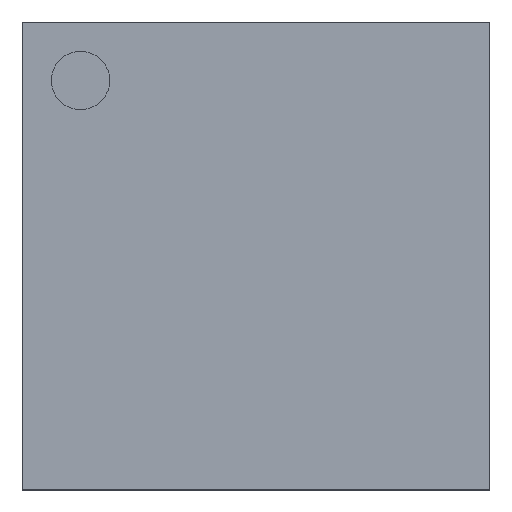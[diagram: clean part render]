
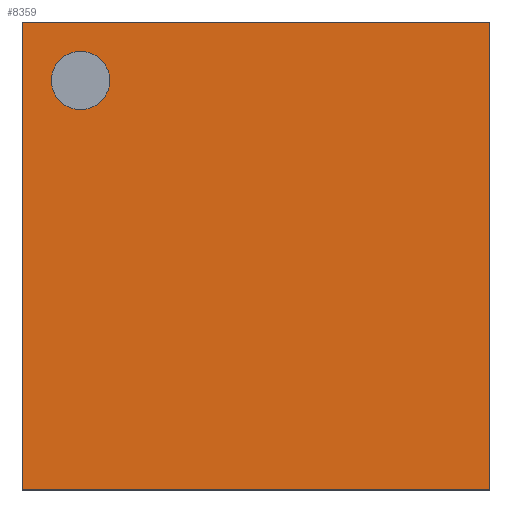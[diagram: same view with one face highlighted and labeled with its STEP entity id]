
A CAD part, top view. The second image highlights one B-rep face of the part: STEP entity #8359.
In plain terms, the highlighted planar face has unit normal (0, 0, 1).
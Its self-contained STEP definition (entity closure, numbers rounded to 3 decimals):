
#8170 = VERTEX_POINT('',#8171);
#8171 = CARTESIAN_POINT('',(-13.5,-13.5,3.37));
#8178 = PLANE('',#8179);
#8179 = AXIS2_PLACEMENT_3D('',#8180,#8181,#8182);
#8180 = CARTESIAN_POINT('',(-13.5,-13.5,0.6));
#8181 = DIRECTION('',(1.,0.,0.));
#8182 = DIRECTION('',(0.,0.,1.));
#8190 = PLANE('',#8191);
#8191 = AXIS2_PLACEMENT_3D('',#8192,#8193,#8194);
#8192 = CARTESIAN_POINT('',(-13.5,-13.5,0.6));
#8193 = DIRECTION('',(0.,1.,0.));
#8194 = DIRECTION('',(0.,0.,1.));
#8231 = VERTEX_POINT('',#8232);
#8232 = CARTESIAN_POINT('',(-13.5,13.5,3.37));
#8246 = PLANE('',#8247);
#8247 = AXIS2_PLACEMENT_3D('',#8248,#8249,#8250);
#8248 = CARTESIAN_POINT('',(-13.5,13.5,0.6));
#8249 = DIRECTION('',(0.,1.,0.));
#8250 = DIRECTION('',(0.,0.,1.));
#8258 = EDGE_CURVE('',#8170,#8231,#8259,.T.);
#8259 = SURFACE_CURVE('',#8260,(#8264,#8271),.PCURVE_S1.);
#8260 = LINE('',#8261,#8262);
#8261 = CARTESIAN_POINT('',(-13.5,-13.5,3.37));
#8262 = VECTOR('',#8263,1.);
#8263 = DIRECTION('',(0.,1.,0.));
#8264 = PCURVE('',#8178,#8265);
#8265 = DEFINITIONAL_REPRESENTATION('',(#8266),#8270);
#8266 = LINE('',#8267,#8268);
#8267 = CARTESIAN_POINT('',(2.77,0.));
#8268 = VECTOR('',#8269,1.);
#8269 = DIRECTION('',(0.,-1.));
#8270 = ( GEOMETRIC_REPRESENTATION_CONTEXT(2) 
PARAMETRIC_REPRESENTATION_CONTEXT() REPRESENTATION_CONTEXT('2D SPACE',''
  ) );
#8271 = PCURVE('',#8272,#8277);
#8272 = PLANE('',#8273);
#8273 = AXIS2_PLACEMENT_3D('',#8274,#8275,#8276);
#8274 = CARTESIAN_POINT('',(-13.5,-13.5,3.37));
#8275 = DIRECTION('',(0.,0.,1.));
#8276 = DIRECTION('',(1.,0.,0.));
#8277 = DEFINITIONAL_REPRESENTATION('',(#8278),#8282);
#8278 = LINE('',#8279,#8280);
#8279 = CARTESIAN_POINT('',(0.,0.));
#8280 = VECTOR('',#8281,1.);
#8281 = DIRECTION('',(0.,1.));
#8282 = ( GEOMETRIC_REPRESENTATION_CONTEXT(2) 
PARAMETRIC_REPRESENTATION_CONTEXT() REPRESENTATION_CONTEXT('2D SPACE',''
  ) );
#8311 = EDGE_CURVE('',#8170,#8312,#8314,.T.);
#8312 = VERTEX_POINT('',#8313);
#8313 = CARTESIAN_POINT('',(13.5,-13.5,3.37));
#8314 = SURFACE_CURVE('',#8315,(#8319,#8326),.PCURVE_S1.);
#8315 = LINE('',#8316,#8317);
#8316 = CARTESIAN_POINT('',(-13.5,-13.5,3.37));
#8317 = VECTOR('',#8318,1.);
#8318 = DIRECTION('',(1.,0.,0.));
#8319 = PCURVE('',#8190,#8320);
#8320 = DEFINITIONAL_REPRESENTATION('',(#8321),#8325);
#8321 = LINE('',#8322,#8323);
#8322 = CARTESIAN_POINT('',(2.77,0.));
#8323 = VECTOR('',#8324,1.);
#8324 = DIRECTION('',(0.,1.));
#8325 = ( GEOMETRIC_REPRESENTATION_CONTEXT(2) 
PARAMETRIC_REPRESENTATION_CONTEXT() REPRESENTATION_CONTEXT('2D SPACE',''
  ) );
#8326 = PCURVE('',#8272,#8327);
#8327 = DEFINITIONAL_REPRESENTATION('',(#8328),#8332);
#8328 = LINE('',#8329,#8330);
#8329 = CARTESIAN_POINT('',(0.,0.));
#8330 = VECTOR('',#8331,1.);
#8331 = DIRECTION('',(1.,0.));
#8332 = ( GEOMETRIC_REPRESENTATION_CONTEXT(2) 
PARAMETRIC_REPRESENTATION_CONTEXT() REPRESENTATION_CONTEXT('2D SPACE',''
  ) );
#8348 = PLANE('',#8349);
#8349 = AXIS2_PLACEMENT_3D('',#8350,#8351,#8352);
#8350 = CARTESIAN_POINT('',(13.5,-13.5,0.6));
#8351 = DIRECTION('',(1.,0.,0.));
#8352 = DIRECTION('',(0.,0.,1.));
#8359 = ADVANCED_FACE('',(#8360,#8408),#8272,.T.);
#8360 = FACE_BOUND('',#8361,.T.);
#8361 = EDGE_LOOP('',(#8362,#8363,#8364,#8387));
#8362 = ORIENTED_EDGE('',*,*,#8258,.F.);
#8363 = ORIENTED_EDGE('',*,*,#8311,.T.);
#8364 = ORIENTED_EDGE('',*,*,#8365,.T.);
#8365 = EDGE_CURVE('',#8312,#8366,#8368,.T.);
#8366 = VERTEX_POINT('',#8367);
#8367 = CARTESIAN_POINT('',(13.5,13.5,3.37));
#8368 = SURFACE_CURVE('',#8369,(#8373,#8380),.PCURVE_S1.);
#8369 = LINE('',#8370,#8371);
#8370 = CARTESIAN_POINT('',(13.5,-13.5,3.37));
#8371 = VECTOR('',#8372,1.);
#8372 = DIRECTION('',(0.,1.,0.));
#8373 = PCURVE('',#8272,#8374);
#8374 = DEFINITIONAL_REPRESENTATION('',(#8375),#8379);
#8375 = LINE('',#8376,#8377);
#8376 = CARTESIAN_POINT('',(27.,0.));
#8377 = VECTOR('',#8378,1.);
#8378 = DIRECTION('',(0.,1.));
#8379 = ( GEOMETRIC_REPRESENTATION_CONTEXT(2) 
PARAMETRIC_REPRESENTATION_CONTEXT() REPRESENTATION_CONTEXT('2D SPACE',''
  ) );
#8380 = PCURVE('',#8348,#8381);
#8381 = DEFINITIONAL_REPRESENTATION('',(#8382),#8386);
#8382 = LINE('',#8383,#8384);
#8383 = CARTESIAN_POINT('',(2.77,0.));
#8384 = VECTOR('',#8385,1.);
#8385 = DIRECTION('',(0.,-1.));
#8386 = ( GEOMETRIC_REPRESENTATION_CONTEXT(2) 
PARAMETRIC_REPRESENTATION_CONTEXT() REPRESENTATION_CONTEXT('2D SPACE',''
  ) );
#8387 = ORIENTED_EDGE('',*,*,#8388,.F.);
#8388 = EDGE_CURVE('',#8231,#8366,#8389,.T.);
#8389 = SURFACE_CURVE('',#8390,(#8394,#8401),.PCURVE_S1.);
#8390 = LINE('',#8391,#8392);
#8391 = CARTESIAN_POINT('',(-13.5,13.5,3.37));
#8392 = VECTOR('',#8393,1.);
#8393 = DIRECTION('',(1.,0.,0.));
#8394 = PCURVE('',#8272,#8395);
#8395 = DEFINITIONAL_REPRESENTATION('',(#8396),#8400);
#8396 = LINE('',#8397,#8398);
#8397 = CARTESIAN_POINT('',(0.,27.));
#8398 = VECTOR('',#8399,1.);
#8399 = DIRECTION('',(1.,0.));
#8400 = ( GEOMETRIC_REPRESENTATION_CONTEXT(2) 
PARAMETRIC_REPRESENTATION_CONTEXT() REPRESENTATION_CONTEXT('2D SPACE',''
  ) );
#8401 = PCURVE('',#8246,#8402);
#8402 = DEFINITIONAL_REPRESENTATION('',(#8403),#8407);
#8403 = LINE('',#8404,#8405);
#8404 = CARTESIAN_POINT('',(2.77,0.));
#8405 = VECTOR('',#8406,1.);
#8406 = DIRECTION('',(0.,1.));
#8407 = ( GEOMETRIC_REPRESENTATION_CONTEXT(2) 
PARAMETRIC_REPRESENTATION_CONTEXT() REPRESENTATION_CONTEXT('2D SPACE',''
  ) );
#8408 = FACE_BOUND('',#8409,.T.);
#8409 = EDGE_LOOP('',(#8410));
#8410 = ORIENTED_EDGE('',*,*,#8411,.F.);
#8411 = EDGE_CURVE('',#8412,#8412,#8414,.T.);
#8412 = VERTEX_POINT('',#8413);
#8413 = CARTESIAN_POINT('',(-8.438,10.125,3.37));
#8414 = SURFACE_CURVE('',#8415,(#8420,#8427),.PCURVE_S1.);
#8415 = CIRCLE('',#8416,1.688);
#8416 = AXIS2_PLACEMENT_3D('',#8417,#8418,#8419);
#8417 = CARTESIAN_POINT('',(-10.125,10.125,3.37));
#8418 = DIRECTION('',(0.,0.,1.));
#8419 = DIRECTION('',(1.,0.,0.));
#8420 = PCURVE('',#8272,#8421);
#8421 = DEFINITIONAL_REPRESENTATION('',(#8422),#8426);
#8422 = CIRCLE('',#8423,1.688);
#8423 = AXIS2_PLACEMENT_2D('',#8424,#8425);
#8424 = CARTESIAN_POINT('',(3.375,23.625));
#8425 = DIRECTION('',(1.,0.));
#8426 = ( GEOMETRIC_REPRESENTATION_CONTEXT(2) 
PARAMETRIC_REPRESENTATION_CONTEXT() REPRESENTATION_CONTEXT('2D SPACE',''
  ) );
#8427 = PCURVE('',#8428,#8433);
#8428 = CYLINDRICAL_SURFACE('',#8429,1.688);
#8429 = AXIS2_PLACEMENT_3D('',#8430,#8431,#8432);
#8430 = CARTESIAN_POINT('',(-10.125,10.125,3.033));
#8431 = DIRECTION('',(0.,0.,1.));
#8432 = DIRECTION('',(1.,0.,0.));
#8433 = DEFINITIONAL_REPRESENTATION('',(#8434),#8438);
#8434 = LINE('',#8435,#8436);
#8435 = CARTESIAN_POINT('',(0.,0.337));
#8436 = VECTOR('',#8437,1.);
#8437 = DIRECTION('',(1.,0.));
#8438 = ( GEOMETRIC_REPRESENTATION_CONTEXT(2) 
PARAMETRIC_REPRESENTATION_CONTEXT() REPRESENTATION_CONTEXT('2D SPACE',''
  ) );
